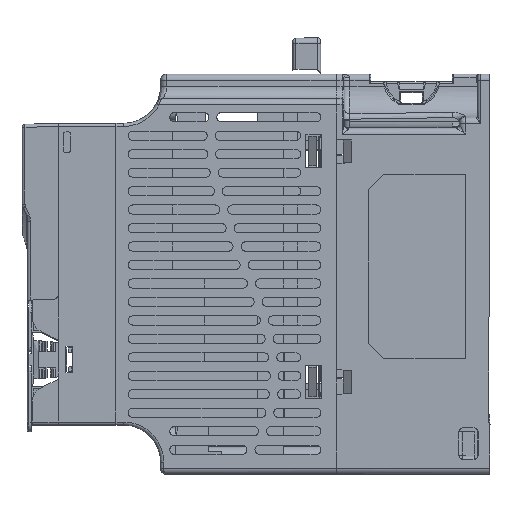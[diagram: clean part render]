
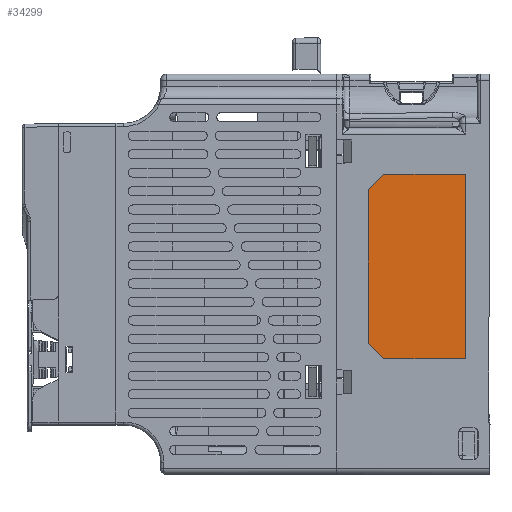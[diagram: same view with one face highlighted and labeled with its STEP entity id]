
A CAD part, left-side view. The second image highlights one B-rep face of the part: STEP entity #34299.
In plain terms, the highlighted planar face has unit normal (-1, 0, 0).
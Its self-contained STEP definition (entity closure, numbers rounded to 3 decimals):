
#2368=PLANE('',#34889);
#3502=VECTOR('',#37784,1.);
#3503=VECTOR('',#37785,1.);
#3504=VECTOR('',#37786,1.);
#3505=VECTOR('',#37787,1.);
#3506=VECTOR('',#37788,1.);
#3507=VECTOR('',#37789,1.);
#6973=LINE('',#47608,#3502);
#6974=LINE('',#47611,#3503);
#6975=LINE('',#47613,#3504);
#6976=LINE('',#47615,#3505);
#6977=LINE('',#47617,#3506);
#6978=LINE('',#47619,#3507);
#10641=VERTEX_POINT('',#47609);
#10642=VERTEX_POINT('',#47610);
#10643=VERTEX_POINT('',#47612);
#10644=VERTEX_POINT('',#47614);
#10645=VERTEX_POINT('',#47616);
#10646=VERTEX_POINT('',#47618);
#17288=EDGE_CURVE('',#10641,#10642,#6973,.T.);
#17289=EDGE_CURVE('',#10642,#10643,#6974,.T.);
#17290=EDGE_CURVE('',#10643,#10644,#6975,.T.);
#17291=EDGE_CURVE('',#10644,#10645,#6976,.T.);
#17292=EDGE_CURVE('',#10645,#10646,#6977,.T.);
#17293=EDGE_CURVE('',#10646,#10641,#6978,.T.);
#27911=ORIENTED_EDGE('',*,*,#17292,.F.);
#27912=ORIENTED_EDGE('',*,*,#17291,.F.);
#27913=ORIENTED_EDGE('',*,*,#17290,.F.);
#27914=ORIENTED_EDGE('',*,*,#17289,.F.);
#27915=ORIENTED_EDGE('',*,*,#17288,.F.);
#27916=ORIENTED_EDGE('',*,*,#17293,.F.);
#31639=EDGE_LOOP('',(#27911,#27912,#27913,#27914,#27915,#27916));
#33054=FACE_BOUND('',#31639,.T.);
#34299=ADVANCED_FACE('',(#33054),#2368,.T.);
#34889=AXIS2_PLACEMENT_3D('',#47562,#37764,$);
#37764=DIRECTION('',(-1.,0.,0.));
#37784=DIRECTION('',(0.,0.,1.));
#37785=DIRECTION('',(0.,-0.707,0.707));
#37786=DIRECTION('',(0.,-1.,0.));
#37787=DIRECTION('',(0.,0.,-1.));
#37788=DIRECTION('',(0.,1.,0.));
#37789=DIRECTION('',(0.,0.707,0.707));
#47562=CARTESIAN_POINT('',(0.,121.5,-114.));
#47608=CARTESIAN_POINT('',(0.,39.5,-87.5));
#47609=CARTESIAN_POINT('',(0.,39.5,-87.5));
#47610=CARTESIAN_POINT('',(0.,39.5,-37.5));
#47611=CARTESIAN_POINT('',(0.,39.5,-37.5));
#47612=CARTESIAN_POINT('',(0.,34.5,-32.5));
#47613=CARTESIAN_POINT('',(0.,34.5,-32.5));
#47614=CARTESIAN_POINT('',(0.,8.,-32.5));
#47615=CARTESIAN_POINT('',(0.,8.,-32.5));
#47616=CARTESIAN_POINT('',(0.,8.,-92.5));
#47617=CARTESIAN_POINT('',(0.,8.,-92.5));
#47618=CARTESIAN_POINT('',(0.,34.5,-92.5));
#47619=CARTESIAN_POINT('',(0.,34.5,-92.5));
